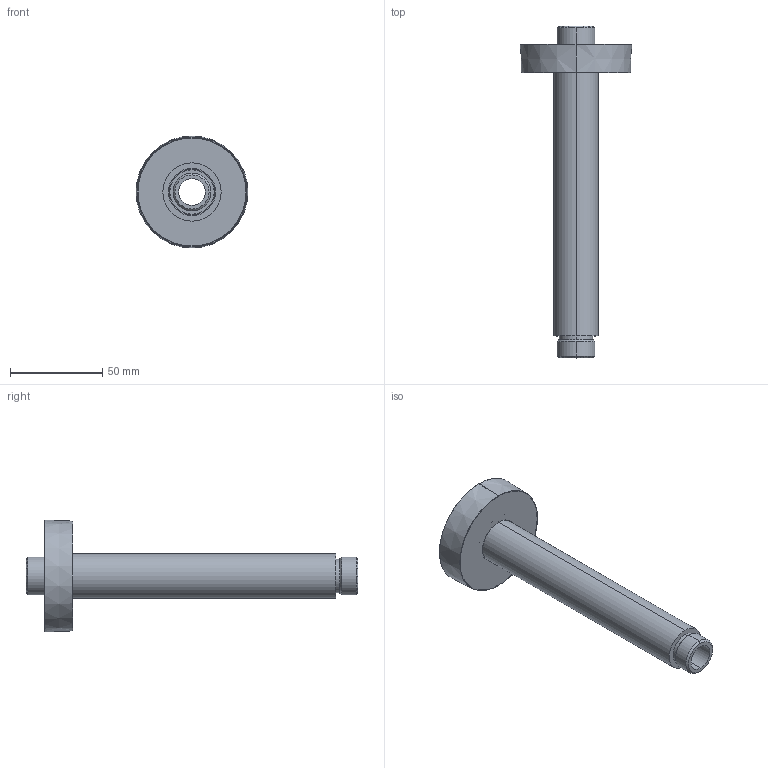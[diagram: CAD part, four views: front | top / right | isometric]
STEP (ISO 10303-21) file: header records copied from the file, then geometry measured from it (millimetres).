
FILE_DESCRIPTION (( 'STEP AP203' ), '1' );
FILE_NAME ('99Z308992.STEP', '2023-10-25T11:53:12', ( '' ), ( '' ), 'SwSTEP 2.0', 'SolidWorks 2021', '' );
FILE_SCHEMA (( 'CONFIG_CONTROL_DESIGN' ));
Length unit declared in the file: millimetre
Products named in the file (3): 99Z308992-2_Predeterminado; 99Z308992-1_Predeterminado; 99Z308992
Assembly tree (2 placements, depth 2):
  99Z308992
    99Z308992-1_Predeterminado
    99Z308992-2_Predeterminado
Bounding box: 60.54 x 179.65 x 60.54 mm (x, y, z)
Volume: 38872.1 mm3; surface area: 36446.4 mm2
Topology: 3 solids, 3 shells, 78 faces, 156 edges, 90 vertices
Faces by surface type: cone 28, torus 20, cylinder 18, plane 12
Entity records: 2349 total; most frequent: DIRECTION 432, CARTESIAN_POINT 329, ORIENTED_EDGE 312, AXIS2_PLACEMENT_3D 193, EDGE_CURVE 156, CIRCLE 110, VERTEX_POINT 90, EDGE_LOOP 90
